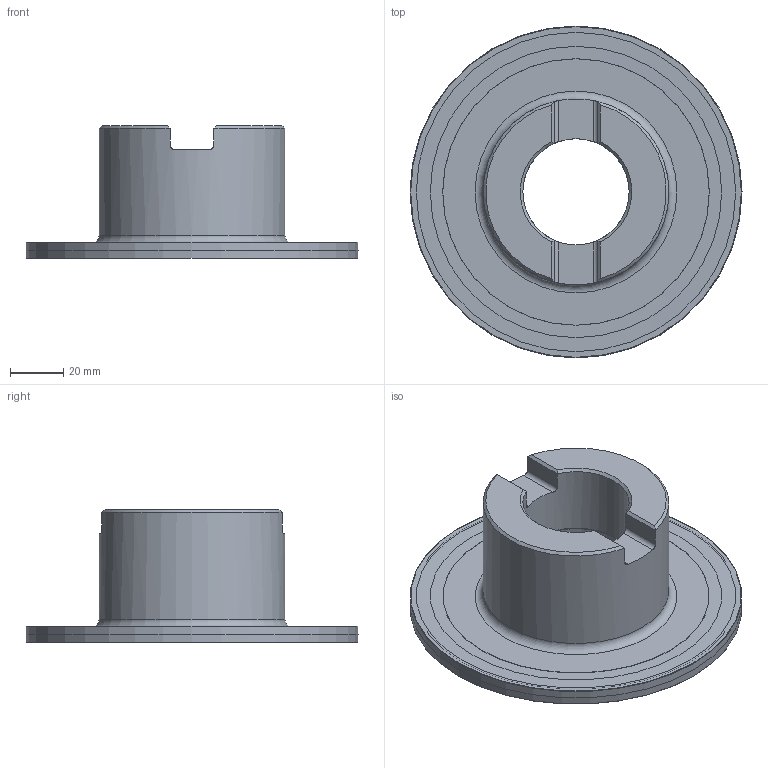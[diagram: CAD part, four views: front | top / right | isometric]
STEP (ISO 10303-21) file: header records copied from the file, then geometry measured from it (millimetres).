
FILE_DESCRIPTION(/* description */ (''),/* implementation_level */ '2;1');
FILE_NAME(/* name */ '125B06R_S90SN12N6_SIM.stp',/* time_stamp */ '2019-12-19T13:25:20+01:00',/* author */ (''),/* organization */ (''),/* preprocessor_version */ 'ST-DEVELOPER v16.7',/* originating_system */ 'SIEMENS PLM Software NX 12.0',/* authorisation */ '');
FILE_SCHEMA (('AUTOMOTIVE_DESIGN { 1 0 10303 214 3 1 1 1 }'));
Length unit declared in the file: millimetre
Products named in the file (1): pp0709A04D27r34l
Bounding box: 125 x 125 x 50 mm (x, y, z)
Volume: 165752.3 mm3; surface area: 52117.2 mm2
Topology: 2 solids, 2 shells, 54 faces, 119 edges, 68 vertices
Faces by surface type: revolution 18, plane 15, cone 11, cylinder 8, torus 2
Full cylindrical faces by diameter (mm): 40 x1, 56 x1, 70 x1, 121.6 x1
Entity records: 1541 total; most frequent: CARTESIAN_POINT 457, DIRECTION 206, ORIENTED_EDGE 170, EDGE_LOOP 88, EDGE_CURVE 85, AXIS2_PLACEMENT_3D 82, FACE_BOUND 68, VERTEX_POINT 65
